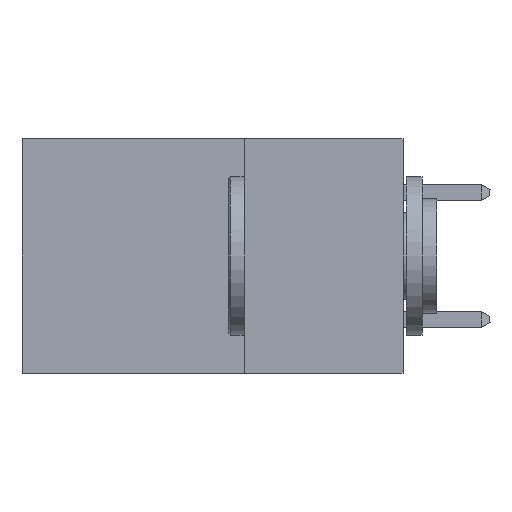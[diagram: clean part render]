
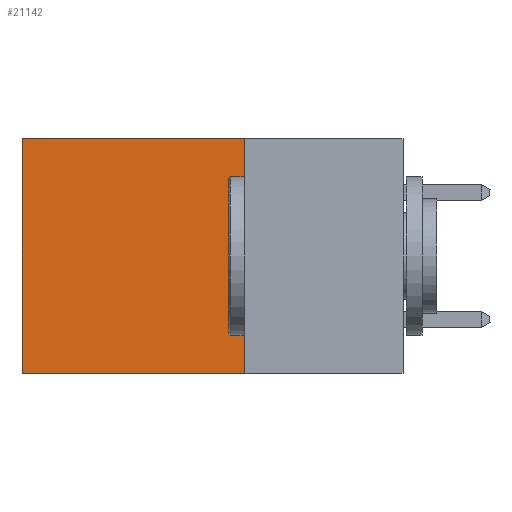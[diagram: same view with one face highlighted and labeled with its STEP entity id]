
A CAD part, left-side view. The second image highlights one B-rep face of the part: STEP entity #21142.
In plain terms, the highlighted planar face has unit normal (-1, 0, 0).
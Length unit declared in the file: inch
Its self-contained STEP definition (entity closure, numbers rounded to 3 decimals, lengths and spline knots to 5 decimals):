
#138 = CARTESIAN_POINT ( 'NONE',  ( 0.2875, 0.25, 0. ) ) ;
#1153 = VECTOR ( 'NONE', #30667, 39.37008 ) ;
#2741 = CARTESIAN_POINT ( 'NONE',  ( 0.2875, 0.6, 0. ) ) ;
#4089 = CARTESIAN_POINT ( 'NONE',  ( 0.2875, 0.25, 0. ) ) ;
#4421 = ORIENTED_EDGE ( 'NONE', *, *, #23778, .F. ) ;
#5807 = DIRECTION ( 'NONE',  ( 0., 0., -1. ) ) ;
#6045 = ORIENTED_EDGE ( 'NONE', *, *, #13562, .T. ) ;
#9062 = LINE ( 'NONE', #4089, #1153 ) ;
#9706 = CARTESIAN_POINT ( 'NONE',  ( 0.2875, 0.25, 0. ) ) ;
#11567 = ORIENTED_EDGE ( 'NONE', *, *, #33059, .T. ) ;
#12075 = DIRECTION ( 'NONE',  ( 1., 0., 0. ) ) ;
#12250 = LINE ( 'NONE', #12838, #36645 ) ;
#12838 = CARTESIAN_POINT ( 'NONE',  ( 0.2875, 0.25, 0. ) ) ;
#12995 = EDGE_CURVE ( 'NONE', #17425, #19678, #9062, .T. ) ;
#13112 = VERTEX_POINT ( 'NONE', #37050 ) ;
#13562 = EDGE_CURVE ( 'NONE', #17425, #13112, #12250, .T. ) ;
#17425 = VERTEX_POINT ( 'NONE', #9706 ) ;
#17740 = FACE_OUTER_BOUND ( 'NONE', #34761, .T. ) ;
#19257 = VECTOR ( 'NONE', #5807, 39.37008 ) ;
#19678 = VERTEX_POINT ( 'NONE', #22720 ) ;
#20229 = VECTOR ( 'NONE', #29483, 39.37008 ) ;
#21098 = LINE ( 'NONE', #2741, #19257 ) ;
#21142 = ADVANCED_FACE ( 'NONE', ( #17740 ), #23794, .F. ) ;
#22720 = CARTESIAN_POINT ( 'NONE',  ( 0.2875, 0.25, -0.37 ) ) ;
#23778 = EDGE_CURVE ( 'NONE', #19678, #33529, #35880, .T. ) ;
#23794 = PLANE ( 'NONE',  #33053 ) ;
#28474 = CARTESIAN_POINT ( 'NONE',  ( 0.2875, 0.6, -0.37 ) ) ;
#29483 = DIRECTION ( 'NONE',  ( 0., 1., 0. ) ) ;
#30667 = DIRECTION ( 'NONE',  ( 0., 0., -1. ) ) ;
#32677 = DIRECTION ( 'NONE',  ( 0., 0., -1. ) ) ;
#32903 = ORIENTED_EDGE ( 'NONE', *, *, #12995, .F. ) ;
#33053 = AXIS2_PLACEMENT_3D ( 'NONE', #138, #12075, #32677 ) ;
#33059 = EDGE_CURVE ( 'NONE', #13112, #33529, #21098, .T. ) ;
#33420 = DIRECTION ( 'NONE',  ( 0., 1., 0. ) ) ;
#33529 = VERTEX_POINT ( 'NONE', #28474 ) ;
#34761 = EDGE_LOOP ( 'NONE', ( #11567, #4421, #32903, #6045 ) ) ;
#35203 = CARTESIAN_POINT ( 'NONE',  ( 0.2875, 0.25, -0.37 ) ) ;
#35880 = LINE ( 'NONE', #35203, #20229 ) ;
#36645 = VECTOR ( 'NONE', #33420, 39.37008 ) ;
#37050 = CARTESIAN_POINT ( 'NONE',  ( 0.2875, 0.6, 0. ) ) ;
